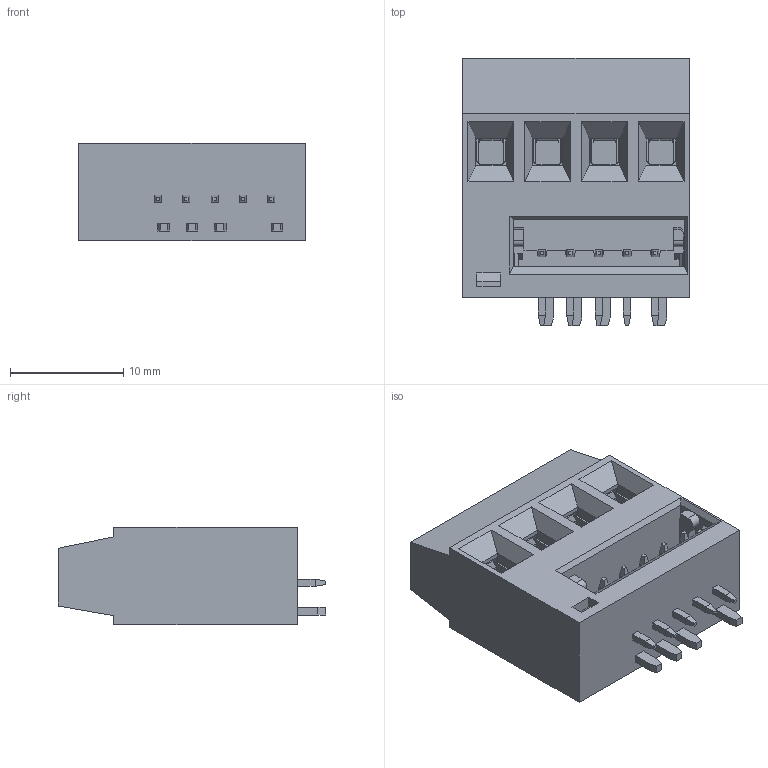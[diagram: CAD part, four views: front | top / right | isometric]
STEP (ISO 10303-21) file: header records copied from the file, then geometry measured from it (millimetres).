
FILE_DESCRIPTION(('STEP AP214'),'1');
FILE_NAME('MDX154-5-PZ.stp','2017-12-20T16:39:41',(' '),(' '),'Spatial InterOp 3D',' ',' ');
FILE_SCHEMA(('automotive_design'));
Length unit declared in the file: metre
Products named in the file (1): 1
Bounding box: 20 x 23.6 x 8.6 mm (x, y, z)
Volume: 2640.8 mm3; surface area: 3580.5 mm2
Topology: 1 solids, 1 shells, 829 faces, 2294 edges, 1462 vertices
Faces by surface type: plane 710, cylinder 107, cone 12
Full cylindrical faces by diameter (mm): 2.2 x4, 2.5 x4, 2.6 x4, 2.85 x4, 3 x4, 3.7 x4, 3.9 x4
Entity records: 32339 total; most frequent: CARTESIAN_POINT 4658, ORIENTED_EDGE 4468, DIRECTION 4100, EDGE_CURVE 2234, LINE 1996, VECTOR 1996, VERTEX_POINT 1442, AXIS2_PLACEMENT_3D 1052
